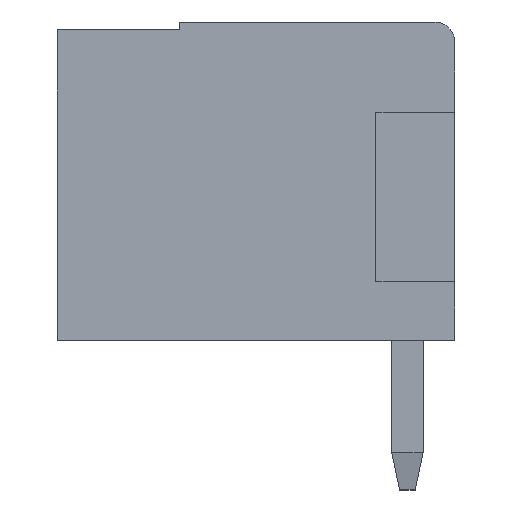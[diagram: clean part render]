
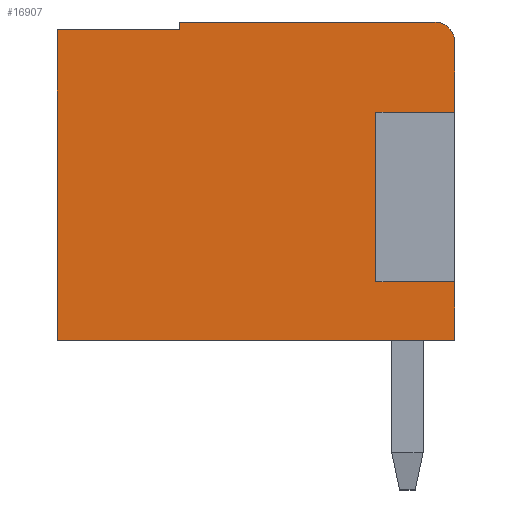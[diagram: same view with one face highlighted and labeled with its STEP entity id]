
A CAD part, left-side view. The second image highlights one B-rep face of the part: STEP entity #16907.
In plain terms, the highlighted planar face has unit normal (-1, 0, 0).
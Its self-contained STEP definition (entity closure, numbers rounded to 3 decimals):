
#267 = CARTESIAN_POINT ( 'NONE',  ( 0., 0., 1.5 ) ) ;
#733 = AXIS2_PLACEMENT_3D ( 'NONE', #8824, #18952, #6648 ) ;
#759 = DIRECTION ( 'NONE',  ( 0., -1., 0. ) ) ;
#830 = EDGE_CURVE ( 'NONE', #32479, #6000, #14686, .T. ) ;
#2853 = CARTESIAN_POINT ( 'NONE',  ( 0., 10.1, 7.9 ) ) ;
#2946 = LINE ( 'NONE', #23277, #29913 ) ;
#3562 = ORIENTED_EDGE ( 'NONE', *, *, #25452, .T. ) ;
#3612 = LINE ( 'NONE', #8957, #10766 ) ;
#3878 = EDGE_CURVE ( 'NONE', #6000, #14542, #15365, .T. ) ;
#3959 = CARTESIAN_POINT ( 'NONE',  ( 0., 0., 7.6 ) ) ;
#4269 = ORIENTED_EDGE ( 'NONE', *, *, #11638, .F. ) ;
#4634 = VECTOR ( 'NONE', #14484, 1000. ) ;
#5065 = EDGE_CURVE ( 'NONE', #32479, #15899, #3612, .T. ) ;
#6000 = VERTEX_POINT ( 'NONE', #20324 ) ;
#6599 = VERTEX_POINT ( 'NONE', #32353 ) ;
#6648 = DIRECTION ( 'NONE',  ( 0., 0., -1. ) ) ;
#7391 = VERTEX_POINT ( 'NONE', #26098 ) ;
#8281 = CIRCLE ( 'NONE', #26858, 0.5 ) ;
#8776 = EDGE_CURVE ( 'NONE', #6599, #14974, #18896, .T. ) ;
#8824 = CARTESIAN_POINT ( 'NONE',  ( 0., 10.1, 8.1 ) ) ;
#8933 = CARTESIAN_POINT ( 'NONE',  ( 0., 7., 7.9 ) ) ;
#8957 = CARTESIAN_POINT ( 'NONE',  ( 0., 0., 8.1 ) ) ;
#9120 = DIRECTION ( 'NONE',  ( 0., 0., 1. ) ) ;
#9550 = DIRECTION ( 'NONE',  ( 0., 1., 0. ) ) ;
#10404 = EDGE_CURVE ( 'NONE', #15899, #18191, #8281, .T. ) ;
#10519 = DIRECTION ( 'NONE',  ( 0., 0., -1. ) ) ;
#10766 = VECTOR ( 'NONE', #9120, 1000. ) ;
#10844 = CARTESIAN_POINT ( 'NONE',  ( 0., 0.5, 7.6 ) ) ;
#11638 = EDGE_CURVE ( 'NONE', #14974, #18191, #28130, .T. ) ;
#11851 = VECTOR ( 'NONE', #9550, 1000. ) ;
#12455 = CARTESIAN_POINT ( 'NONE',  ( 0., 0., 8.1 ) ) ;
#12497 = CARTESIAN_POINT ( 'NONE',  ( 0., 7., 8.1 ) ) ;
#12967 = CARTESIAN_POINT ( 'NONE',  ( 0., 10.1, 8.1 ) ) ;
#13088 = DIRECTION ( 'NONE',  ( 0., -1., 0. ) ) ;
#13216 = CARTESIAN_POINT ( 'NONE',  ( 0., 0., 0. ) ) ;
#13385 = ORIENTED_EDGE ( 'NONE', *, *, #18929, .F. ) ;
#13763 = EDGE_LOOP ( 'NONE', ( #26814, #24025, #4269, #30860, #22735, #13385, #3562, #15773, #31041, #32205, #20932 ) ) ;
#14324 = LINE ( 'NONE', #19833, #4634 ) ;
#14484 = DIRECTION ( 'NONE',  ( 0., 0., 1. ) ) ;
#14531 = VERTEX_POINT ( 'NONE', #13216 ) ;
#14542 = VERTEX_POINT ( 'NONE', #20898 ) ;
#14686 = LINE ( 'NONE', #32307, #11851 ) ;
#14974 = VERTEX_POINT ( 'NONE', #12497 ) ;
#15353 = VECTOR ( 'NONE', #23730, 1000. ) ;
#15365 = LINE ( 'NONE', #30471, #20181 ) ;
#15773 = ORIENTED_EDGE ( 'NONE', *, *, #29826, .T. ) ;
#15899 = VERTEX_POINT ( 'NONE', #3959 ) ;
#16907 = ADVANCED_FACE ( 'NONE', ( #18778 ), #29409, .F. ) ;
#18191 = VERTEX_POINT ( 'NONE', #20754 ) ;
#18778 = FACE_OUTER_BOUND ( 'NONE', #13763, .T. ) ;
#18896 = LINE ( 'NONE', #8933, #15353 ) ;
#18929 = EDGE_CURVE ( 'NONE', #7391, #24276, #14324, .T. ) ;
#18952 = DIRECTION ( 'NONE',  ( 1., 0., 0. ) ) ;
#19833 = CARTESIAN_POINT ( 'NONE',  ( 0., 10.1, 8.1 ) ) ;
#20181 = VECTOR ( 'NONE', #25025, 1000. ) ;
#20324 = CARTESIAN_POINT ( 'NONE',  ( 0., 2., 5.8 ) ) ;
#20488 = DIRECTION ( 'NONE',  ( 0., -1., 0. ) ) ;
#20754 = CARTESIAN_POINT ( 'NONE',  ( 0., 0.5, 8.1 ) ) ;
#20898 = CARTESIAN_POINT ( 'NONE',  ( 0., 2., 1.5 ) ) ;
#20932 = ORIENTED_EDGE ( 'NONE', *, *, #830, .F. ) ;
#21066 = EDGE_CURVE ( 'NONE', #24276, #6599, #2946, .T. ) ;
#21226 = CARTESIAN_POINT ( 'NONE',  ( 0., 0., 1.5 ) ) ;
#21234 = CARTESIAN_POINT ( 'NONE',  ( 0., 10.1, 0. ) ) ;
#21289 = EDGE_CURVE ( 'NONE', #14542, #32245, #23083, .T. ) ;
#21303 = CARTESIAN_POINT ( 'NONE',  ( 0., 0., 5.8 ) ) ;
#21528 = VECTOR ( 'NONE', #22784, 1000. ) ;
#22735 = ORIENTED_EDGE ( 'NONE', *, *, #21066, .F. ) ;
#22784 = DIRECTION ( 'NONE',  ( 0., 0., 1. ) ) ;
#23083 = LINE ( 'NONE', #267, #31533 ) ;
#23277 = CARTESIAN_POINT ( 'NONE',  ( 0., 10.1, 7.9 ) ) ;
#23693 = VECTOR ( 'NONE', #20488, 1000. ) ;
#23730 = DIRECTION ( 'NONE',  ( 0., 0., 1. ) ) ;
#24025 = ORIENTED_EDGE ( 'NONE', *, *, #10404, .T. ) ;
#24276 = VERTEX_POINT ( 'NONE', #2853 ) ;
#25025 = DIRECTION ( 'NONE',  ( 0., 0., -1. ) ) ;
#25452 = EDGE_CURVE ( 'NONE', #7391, #14531, #32094, .T. ) ;
#25817 = DIRECTION ( 'NONE',  ( -1., 0., 0. ) ) ;
#26098 = CARTESIAN_POINT ( 'NONE',  ( 0., 10.1, 0. ) ) ;
#26814 = ORIENTED_EDGE ( 'NONE', *, *, #5065, .T. ) ;
#26858 = AXIS2_PLACEMENT_3D ( 'NONE', #10844, #25817, #10519 ) ;
#28130 = LINE ( 'NONE', #12967, #23693 ) ;
#29021 = DIRECTION ( 'NONE',  ( 0., -1., 0. ) ) ;
#29409 = PLANE ( 'NONE',  #733 ) ;
#29826 = EDGE_CURVE ( 'NONE', #14531, #32245, #30567, .T. ) ;
#29913 = VECTOR ( 'NONE', #759, 1000. ) ;
#30471 = CARTESIAN_POINT ( 'NONE',  ( 0., 2., 5.8 ) ) ;
#30567 = LINE ( 'NONE', #12455, #21528 ) ;
#30860 = ORIENTED_EDGE ( 'NONE', *, *, #8776, .F. ) ;
#31041 = ORIENTED_EDGE ( 'NONE', *, *, #21289, .F. ) ;
#31533 = VECTOR ( 'NONE', #13088, 1000. ) ;
#31759 = VECTOR ( 'NONE', #29021, 1000. ) ;
#32094 = LINE ( 'NONE', #21234, #31759 ) ;
#32205 = ORIENTED_EDGE ( 'NONE', *, *, #3878, .F. ) ;
#32245 = VERTEX_POINT ( 'NONE', #21226 ) ;
#32307 = CARTESIAN_POINT ( 'NONE',  ( 0., 0., 5.8 ) ) ;
#32353 = CARTESIAN_POINT ( 'NONE',  ( 0., 7., 7.9 ) ) ;
#32479 = VERTEX_POINT ( 'NONE', #21303 ) ;
